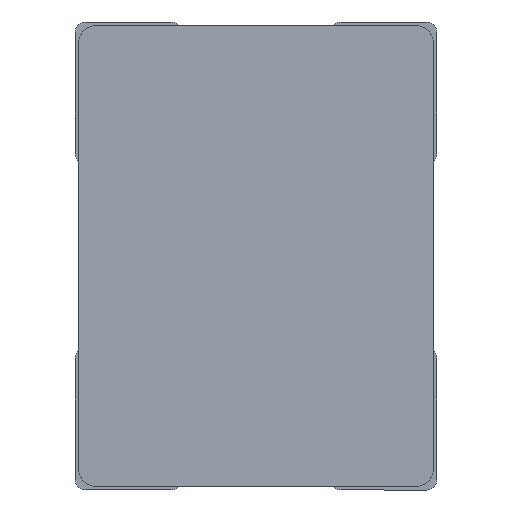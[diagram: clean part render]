
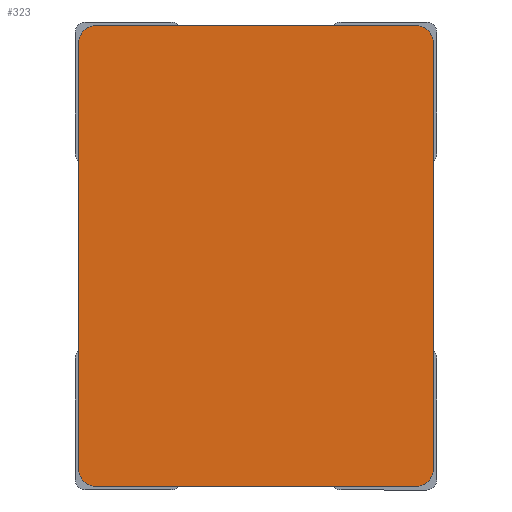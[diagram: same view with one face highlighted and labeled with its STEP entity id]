
A CAD part, front view. The second image highlights one B-rep face of the part: STEP entity #323.
In plain terms, the highlighted planar face has unit normal (0, -1, 0).
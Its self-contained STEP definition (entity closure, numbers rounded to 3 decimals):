
#50 = CARTESIAN_POINT ( 'NONE',  ( -0.225, -0.2, -0.3 ) ) ;
#96 = CARTESIAN_POINT ( 'NONE',  ( -0.25, -0.2, -0.3 ) ) ;
#119 = ORIENTED_EDGE ( 'NONE', *, *, #349, .F. ) ;
#153 = DIRECTION ( 'NONE',  ( 0., 1., 0. ) ) ;
#270 = AXIS2_PLACEMENT_3D ( 'NONE', #505, #285, #2373 ) ;
#277 = DIRECTION ( 'NONE',  ( 1., 0., 0. ) ) ;
#285 = DIRECTION ( 'NONE',  ( 0., 1., 0. ) ) ;
#293 = VERTEX_POINT ( 'NONE', #772 ) ;
#323 = ADVANCED_FACE ( 'NONE', ( #390 ), #2455, .F. ) ;
#349 = EDGE_CURVE ( 'NONE', #1742, #2184, #1979, .T. ) ;
#369 = LINE ( 'NONE', #2214, #1991 ) ;
#390 = FACE_OUTER_BOUND ( 'NONE', #1029, .T. ) ;
#419 = VECTOR ( 'NONE', #1025, 1000. ) ;
#505 = CARTESIAN_POINT ( 'NONE',  ( 0.225, -0.2, -0.3 ) ) ;
#530 = EDGE_CURVE ( 'NONE', #936, #1594, #2890, .T. ) ;
#584 = DIRECTION ( 'NONE',  ( -1., 0., 0. ) ) ;
#609 = AXIS2_PLACEMENT_3D ( 'NONE', #50, #2385, #2802 ) ;
#772 = CARTESIAN_POINT ( 'NONE',  ( -0.225, -0.2, 0.325 ) ) ;
#793 = LINE ( 'NONE', #96, #419 ) ;
#920 = ORIENTED_EDGE ( 'NONE', *, *, #1942, .F. ) ;
#936 = VERTEX_POINT ( 'NONE', #1715 ) ;
#944 = CARTESIAN_POINT ( 'NONE',  ( -0.225, -0.2, -0.325 ) ) ;
#986 = AXIS2_PLACEMENT_3D ( 'NONE', #2192, #153, #1494 ) ;
#996 = AXIS2_PLACEMENT_3D ( 'NONE', #1987, #2843, #2452 ) ;
#1025 = DIRECTION ( 'NONE',  ( 0., 0., 1. ) ) ;
#1029 = EDGE_LOOP ( 'NONE', ( #1581, #1887, #920, #2077, #1436, #2457, #119, #2545 ) ) ;
#1039 = CARTESIAN_POINT ( 'NONE',  ( -0.25, -0.2, -0.3 ) ) ;
#1119 = DIRECTION ( 'NONE',  ( 0., 1., 0. ) ) ;
#1295 = EDGE_CURVE ( 'NONE', #2071, #293, #1616, .T. ) ;
#1348 = DIRECTION ( 'NONE',  ( 0., 0., 1. ) ) ;
#1410 = CARTESIAN_POINT ( 'NONE',  ( -0.225, -0.2, 0.325 ) ) ;
#1436 = ORIENTED_EDGE ( 'NONE', *, *, #530, .F. ) ;
#1491 = VERTEX_POINT ( 'NONE', #1039 ) ;
#1494 = DIRECTION ( 'NONE',  ( 0., 0., 1. ) ) ;
#1527 = VECTOR ( 'NONE', #277, 1000. ) ;
#1543 = CARTESIAN_POINT ( 'NONE',  ( 0.225, -0.2, -0.325 ) ) ;
#1571 = EDGE_CURVE ( 'NONE', #1594, #1729, #369, .T. ) ;
#1581 = ORIENTED_EDGE ( 'NONE', *, *, #1295, .F. ) ;
#1594 = VERTEX_POINT ( 'NONE', #1543 ) ;
#1616 = CIRCLE ( 'NONE', #996, 0.025 ) ;
#1715 = CARTESIAN_POINT ( 'NONE',  ( 0.25, -0.2, -0.3 ) ) ;
#1729 = VERTEX_POINT ( 'NONE', #944 ) ;
#1742 = VERTEX_POINT ( 'NONE', #2935 ) ;
#1802 = DIRECTION ( 'NONE',  ( 0., 0., -1. ) ) ;
#1887 = ORIENTED_EDGE ( 'NONE', *, *, #1926, .F. ) ;
#1926 = EDGE_CURVE ( 'NONE', #1491, #2071, #793, .T. ) ;
#1942 = EDGE_CURVE ( 'NONE', #1729, #1491, #2094, .T. ) ;
#1979 = CIRCLE ( 'NONE', #2946, 0.025 ) ;
#1987 = CARTESIAN_POINT ( 'NONE',  ( -0.225, -0.2, 0.3 ) ) ;
#1991 = VECTOR ( 'NONE', #584, 1000. ) ;
#2000 = CARTESIAN_POINT ( 'NONE',  ( -0.25, -0.2, 0.3 ) ) ;
#2071 = VERTEX_POINT ( 'NONE', #2000 ) ;
#2077 = ORIENTED_EDGE ( 'NONE', *, *, #1571, .F. ) ;
#2094 = CIRCLE ( 'NONE', #609, 0.025 ) ;
#2184 = VERTEX_POINT ( 'NONE', #2763 ) ;
#2186 = EDGE_CURVE ( 'NONE', #2184, #936, #2699, .T. ) ;
#2192 = CARTESIAN_POINT ( 'NONE',  ( -0.225, -0.2, 0.3 ) ) ;
#2214 = CARTESIAN_POINT ( 'NONE',  ( -0.225, -0.2, -0.325 ) ) ;
#2373 = DIRECTION ( 'NONE',  ( 0., 0., -1. ) ) ;
#2385 = DIRECTION ( 'NONE',  ( 0., 1., 0. ) ) ;
#2435 = EDGE_CURVE ( 'NONE', #293, #1742, #2534, .T. ) ;
#2452 = DIRECTION ( 'NONE',  ( 0., 0., 1. ) ) ;
#2455 = PLANE ( 'NONE',  #986 ) ;
#2457 = ORIENTED_EDGE ( 'NONE', *, *, #2186, .F. ) ;
#2534 = LINE ( 'NONE', #1410, #1527 ) ;
#2545 = ORIENTED_EDGE ( 'NONE', *, *, #2435, .F. ) ;
#2699 = LINE ( 'NONE', #2967, #2806 ) ;
#2763 = CARTESIAN_POINT ( 'NONE',  ( 0.25, -0.2, 0.3 ) ) ;
#2802 = DIRECTION ( 'NONE',  ( 0., 0., 1. ) ) ;
#2806 = VECTOR ( 'NONE', #1802, 1000. ) ;
#2843 = DIRECTION ( 'NONE',  ( 0., 1., 0. ) ) ;
#2890 = CIRCLE ( 'NONE', #270, 0.025 ) ;
#2935 = CARTESIAN_POINT ( 'NONE',  ( 0.225, -0.2, 0.325 ) ) ;
#2946 = AXIS2_PLACEMENT_3D ( 'NONE', #2956, #1119, #1348 ) ;
#2956 = CARTESIAN_POINT ( 'NONE',  ( 0.225, -0.2, 0.3 ) ) ;
#2967 = CARTESIAN_POINT ( 'NONE',  ( 0.25, -0.2, -0.3 ) ) ;
